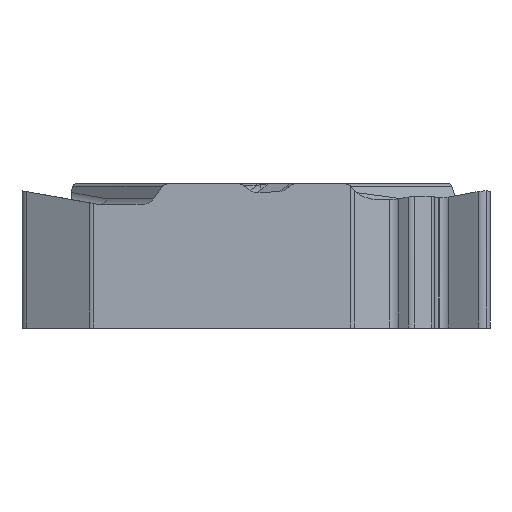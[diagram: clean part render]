
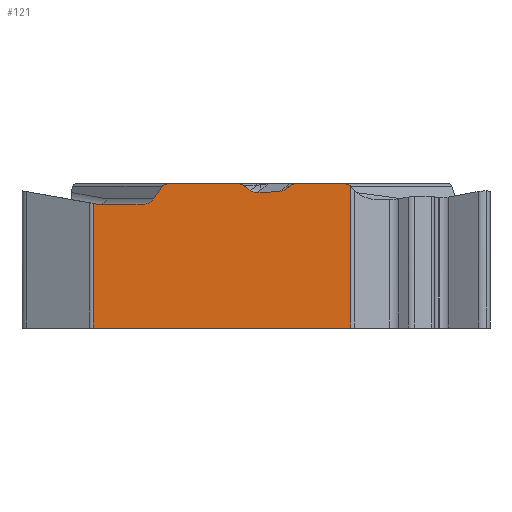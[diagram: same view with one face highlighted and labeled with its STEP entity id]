
A CAD part, left-side view. The second image highlights one B-rep face of the part: STEP entity #121.
In plain terms, the highlighted planar face has unit normal (-1, 0, 0).
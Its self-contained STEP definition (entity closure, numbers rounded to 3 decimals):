
#121=ADVANCED_FACE('',(#288),#241,.F.);
#241=PLANE('',#2278);
#288=FACE_OUTER_BOUND('',#402,.T.);
#402=EDGE_LOOP('',(#653,#654,#655,#656,#657,#658,#659,#660,#661,#662,#663,
#664,#665,#666,#667,#668,#669,#670,#671));
#528=CIRCLE('',#2277,0.32);
#597=ELLIPSE('',#2272,0.177,0.15);
#598=ELLIPSE('',#2273,0.15,0.15);
#599=ELLIPSE('',#2274,0.167,0.15);
#600=ELLIPSE('',#2275,0.17,0.15);
#601=ELLIPSE('',#2276,0.362,0.32);
#653=ORIENTED_EDGE('',*,*,#1508,.F.);
#654=ORIENTED_EDGE('',*,*,#1509,.T.);
#655=ORIENTED_EDGE('',*,*,#1510,.F.);
#656=ORIENTED_EDGE('',*,*,#1511,.F.);
#657=ORIENTED_EDGE('',*,*,#1512,.F.);
#658=ORIENTED_EDGE('',*,*,#1513,.F.);
#659=ORIENTED_EDGE('',*,*,#1514,.F.);
#660=ORIENTED_EDGE('',*,*,#1515,.F.);
#661=ORIENTED_EDGE('',*,*,#1516,.F.);
#662=ORIENTED_EDGE('',*,*,#1517,.F.);
#663=ORIENTED_EDGE('',*,*,#1518,.F.);
#664=ORIENTED_EDGE('',*,*,#1519,.F.);
#665=ORIENTED_EDGE('',*,*,#1520,.F.);
#666=ORIENTED_EDGE('',*,*,#1521,.F.);
#667=ORIENTED_EDGE('',*,*,#1522,.T.);
#668=ORIENTED_EDGE('',*,*,#1523,.T.);
#669=ORIENTED_EDGE('',*,*,#1524,.T.);
#670=ORIENTED_EDGE('',*,*,#1525,.F.);
#671=ORIENTED_EDGE('',*,*,#1526,.T.);
#1299=VERTEX_POINT('',#3634);
#1300=VERTEX_POINT('',#3635);
#1301=VERTEX_POINT('',#3637);
#1302=VERTEX_POINT('',#3639);
#1303=VERTEX_POINT('',#3641);
#1304=VERTEX_POINT('',#3643);
#1305=VERTEX_POINT('',#3645);
#1306=VERTEX_POINT('',#3659);
#1307=VERTEX_POINT('',#3661);
#1308=VERTEX_POINT('',#3675);
#1309=VERTEX_POINT('',#3677);
#1310=VERTEX_POINT('',#3679);
#1311=VERTEX_POINT('',#3681);
#1312=VERTEX_POINT('',#3683);
#1313=VERTEX_POINT('',#3685);
#1314=VERTEX_POINT('',#3687);
#1315=VERTEX_POINT('',#3689);
#1316=VERTEX_POINT('',#3691);
#1317=VERTEX_POINT('',#3693);
#1508=EDGE_CURVE('',#1299,#1300,#1823,.T.);
#1509=EDGE_CURVE('',#1299,#1301,#1824,.T.);
#1510=EDGE_CURVE('',#1302,#1301,#597,.T.);
#1511=EDGE_CURVE('',#1303,#1302,#1825,.T.);
#1512=EDGE_CURVE('',#1304,#1303,#598,.T.);
#1513=EDGE_CURVE('',#1305,#1304,#1826,.T.);
#1514=EDGE_CURVE('',#1306,#1305,#2209,.T.);
#1515=EDGE_CURVE('',#1307,#1306,#1827,.T.);
#1516=EDGE_CURVE('',#1308,#1307,#2210,.T.);
#1517=EDGE_CURVE('',#1309,#1308,#1828,.T.);
#1518=EDGE_CURVE('',#1310,#1309,#599,.T.);
#1519=EDGE_CURVE('',#1311,#1310,#1829,.T.);
#1520=EDGE_CURVE('',#1312,#1311,#600,.T.);
#1521=EDGE_CURVE('',#1313,#1312,#1830,.T.);
#1522=EDGE_CURVE('',#1313,#1314,#601,.T.);
#1523=EDGE_CURVE('',#1314,#1315,#1831,.T.);
#1524=EDGE_CURVE('',#1315,#1316,#528,.T.);
#1525=EDGE_CURVE('',#1317,#1316,#1832,.T.);
#1526=EDGE_CURVE('',#1317,#1300,#1833,.T.);
#1823=LINE('',#3633,#2012);
#1824=LINE('',#3636,#2013);
#1825=LINE('',#3640,#2014);
#1826=LINE('',#3644,#2015);
#1827=LINE('',#3660,#2016);
#1828=LINE('',#3676,#2017);
#1829=LINE('',#3680,#2018);
#1830=LINE('',#3684,#2019);
#1831=LINE('',#3688,#2020);
#1832=LINE('',#3692,#2021);
#1833=LINE('',#3694,#2022);
#2012=VECTOR('',#2505,1.);
#2013=VECTOR('',#2506,1.);
#2014=VECTOR('',#2509,1.);
#2015=VECTOR('',#2512,1.);
#2016=VECTOR('',#2513,1.);
#2017=VECTOR('',#2514,1.);
#2018=VECTOR('',#2517,1.);
#2019=VECTOR('',#2520,1.);
#2020=VECTOR('',#2523,1.);
#2021=VECTOR('',#2526,1.);
#2022=VECTOR('',#2527,1.);
#2209=B_SPLINE_CURVE_WITH_KNOTS('',3,(#3646,#3647,#3648,#3649,#3650,#3651,
#3652,#3653,#3654,#3655,#3656,#3657,#3658),.UNSPECIFIED.,.F.,.F.,(4,3,3,
3,4),(0.,0.249,0.498,0.746,1.),
 .UNSPECIFIED.);
#2210=B_SPLINE_CURVE_WITH_KNOTS('',3,(#3662,#3663,#3664,#3665,#3666,#3667,
#3668,#3669,#3670,#3671,#3672,#3673,#3674),.UNSPECIFIED.,.F.,.F.,(4,3,3,
3,4),(0.,0.234,0.468,0.701,1.),
 .UNSPECIFIED.);
#2272=AXIS2_PLACEMENT_3D('',#3638,#2507,#2508);
#2273=AXIS2_PLACEMENT_3D('',#3642,#2510,#2511);
#2274=AXIS2_PLACEMENT_3D('',#3678,#2515,#2516);
#2275=AXIS2_PLACEMENT_3D('',#3682,#2518,#2519);
#2276=AXIS2_PLACEMENT_3D('',#3686,#2521,#2522);
#2277=AXIS2_PLACEMENT_3D('',#3690,#2524,#2525);
#2278=AXIS2_PLACEMENT_3D('',#3695,#2528,#2529);
#2505=DIRECTION('',(0.,1.,0.));
#2506=DIRECTION('',(0.,0.,1.));
#2507=DIRECTION('',(1.,0.,0.));
#2508=DIRECTION('',(0.,1.,0.));
#2509=DIRECTION('',(0.,-1.,0.));
#2510=DIRECTION('',(1.,0.,0.));
#2511=DIRECTION('',(0.,-1.,0.));
#2512=DIRECTION('',(0.,-0.759,0.651));
#2513=DIRECTION('',(0.,-0.999,0.043));
#2514=DIRECTION('',(0.,-0.792,-0.611));
#2515=DIRECTION('',(1.,0.,0.));
#2516=DIRECTION('',(0.,1.,0.));
#2517=DIRECTION('',(0.,-1.,0.));
#2518=DIRECTION('',(1.,0.,0.));
#2519=DIRECTION('',(0.,1.,0.));
#2520=DIRECTION('',(0.,-0.558,0.83));
#2521=DIRECTION('',(1.,0.,0.));
#2522=DIRECTION('',(0.,-1.,0.));
#2523=DIRECTION('',(0.,1.,0.));
#2524=DIRECTION('',(1.,0.,0.));
#2525=DIRECTION('',(0.,0.,-1.));
#2526=DIRECTION('',(0.,-0.985,-0.174));
#2527=DIRECTION('',(0.,0.,-1.));
#2528=DIRECTION('',(1.,0.,0.));
#2529=DIRECTION('',(0.,0.,-1.));
#3633=CARTESIAN_POINT('',(-4.763,-3.173,-3.97));
#3634=CARTESIAN_POINT('',(-4.763,-2.616,-3.97));
#3635=CARTESIAN_POINT('',(-4.763,4.839,-3.97));
#3636=CARTESIAN_POINT('',(-4.763,-2.616,3.2));
#3637=CARTESIAN_POINT('',(-4.763,-2.616,0.129));
#3638=CARTESIAN_POINT('',(-4.763,-2.466,0.05));
#3639=CARTESIAN_POINT('',(-4.763,-2.466,0.2));
#3640=CARTESIAN_POINT('',(-4.763,3.173,0.2));
#3641=CARTESIAN_POINT('',(-4.763,-0.971,0.2));
#3642=CARTESIAN_POINT('',(-4.763,-0.971,0.05));
#3643=CARTESIAN_POINT('',(-4.763,-0.873,0.164));
#3644=CARTESIAN_POINT('',(-4.763,1.541,-1.905));
#3645=CARTESIAN_POINT('',(-4.763,-0.748,0.057));
#3646=CARTESIAN_POINT('',(-4.763,-0.55,-0.022));
#3647=CARTESIAN_POINT('',(-4.763,-0.568,-0.021));
#3648=CARTESIAN_POINT('',(-4.763,-0.586,-0.018));
#3649=CARTESIAN_POINT('',(-4.763,-0.603,-0.015));
#3650=CARTESIAN_POINT('',(-4.763,-0.621,-0.011));
#3651=CARTESIAN_POINT('',(-4.763,-0.638,-0.006));
#3652=CARTESIAN_POINT('',(-4.763,-0.655,0.001));
#3653=CARTESIAN_POINT('',(-4.763,-0.672,0.008));
#3654=CARTESIAN_POINT('',(-4.763,-0.688,0.016));
#3655=CARTESIAN_POINT('',(-4.763,-0.703,0.025));
#3656=CARTESIAN_POINT('',(-4.763,-0.719,0.034));
#3657=CARTESIAN_POINT('',(-4.763,-0.734,0.045));
#3658=CARTESIAN_POINT('',(-4.763,-0.748,0.057));
#3659=CARTESIAN_POINT('',(-4.763,-0.55,-0.022));
#3660=CARTESIAN_POINT('',(-4.763,-3.169,0.09));
#3661=CARTESIAN_POINT('',(-4.763,0.098,-0.049));
#3662=CARTESIAN_POINT('',(-4.763,0.297,0.013));
#3663=CARTESIAN_POINT('',(-4.763,0.284,0.002));
#3664=CARTESIAN_POINT('',(-4.763,0.269,-0.007));
#3665=CARTESIAN_POINT('',(-4.763,0.255,-0.014));
#3666=CARTESIAN_POINT('',(-4.763,0.24,-0.022));
#3667=CARTESIAN_POINT('',(-4.763,0.225,-0.029));
#3668=CARTESIAN_POINT('',(-4.763,0.209,-0.034));
#3669=CARTESIAN_POINT('',(-4.763,0.194,-0.039));
#3670=CARTESIAN_POINT('',(-4.763,0.177,-0.043));
#3671=CARTESIAN_POINT('',(-4.763,0.161,-0.046));
#3672=CARTESIAN_POINT('',(-4.763,0.14,-0.049));
#3673=CARTESIAN_POINT('',(-4.763,0.119,-0.05));
#3674=CARTESIAN_POINT('',(-4.763,0.098,-0.049));
#3675=CARTESIAN_POINT('',(-4.763,0.297,0.013));
#3676=CARTESIAN_POINT('',(-4.763,-1.884,-1.67));
#3677=CARTESIAN_POINT('',(-4.763,0.493,0.164));
#3678=CARTESIAN_POINT('',(-4.763,0.601,0.05));
#3679=CARTESIAN_POINT('',(-4.763,0.601,0.2));
#3680=CARTESIAN_POINT('',(-4.763,-3.173,0.2));
#3681=CARTESIAN_POINT('',(-4.763,2.694,0.2));
#3682=CARTESIAN_POINT('',(-4.763,2.694,0.05));
#3683=CARTESIAN_POINT('',(-4.763,2.84,0.127));
#3684=CARTESIAN_POINT('',(-4.763,1.026,2.824));
#3685=CARTESIAN_POINT('',(-4.763,3.082,-0.233));
#3686=CARTESIAN_POINT('',(-4.763,3.394,-0.07));
#3687=CARTESIAN_POINT('',(-4.763,3.394,-0.39));
#3688=CARTESIAN_POINT('',(-4.763,-3.173,-0.39));
#3689=CARTESIAN_POINT('',(-4.763,4.66,-0.39));
#3690=CARTESIAN_POINT('',(-4.763,4.66,-0.07));
#3691=CARTESIAN_POINT('',(-4.763,4.716,-0.385));
#3692=CARTESIAN_POINT('',(-4.763,-2.869,-1.723));
#3693=CARTESIAN_POINT('',(-4.763,4.839,-0.363));
#3694=CARTESIAN_POINT('',(-4.763,4.839,-5.47));
#3695=CARTESIAN_POINT('',(-4.763,-3.173,0.));
